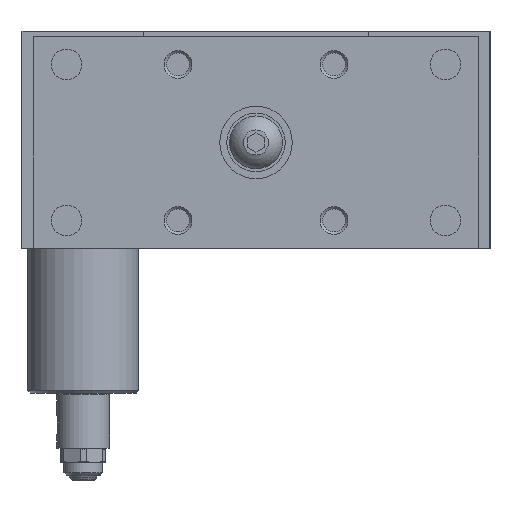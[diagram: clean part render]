
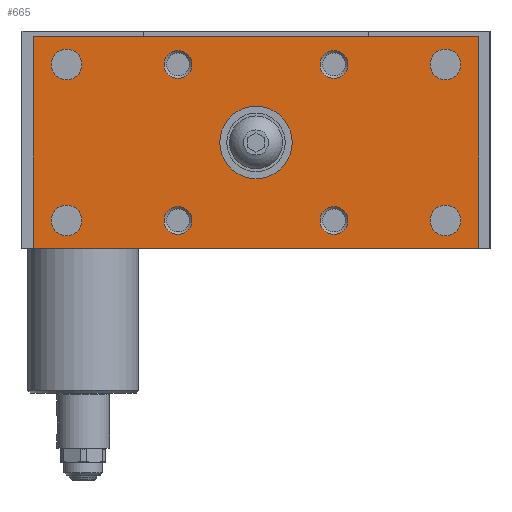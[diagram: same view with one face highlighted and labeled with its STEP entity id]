
A CAD part, left-side view. The second image highlights one B-rep face of the part: STEP entity #665.
In plain terms, the highlighted planar face has unit normal (-1, 0, 0).
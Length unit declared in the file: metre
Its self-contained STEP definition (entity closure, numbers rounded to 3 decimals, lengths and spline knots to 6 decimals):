
#665 = ADVANCED_FACE( '', ( #1555, #1556, #1557, #1558, #1559, #1560, #1561, #1562, #1563, #1564 ), #1565, .F. );
#1555 = FACE_BOUND( '', #2681, .T. );
#1556 = FACE_BOUND( '', #2682, .T. );
#1557 = FACE_BOUND( '', #2683, .T. );
#1558 = FACE_BOUND( '', #2684, .T. );
#1559 = FACE_BOUND( '', #2685, .T. );
#1560 = FACE_BOUND( '', #2686, .T. );
#1561 = FACE_BOUND( '', #2687, .T. );
#1562 = FACE_BOUND( '', #2688, .T. );
#1563 = FACE_BOUND( '', #2689, .T. );
#1564 = FACE_OUTER_BOUND( '', #2690, .T. );
#1565 = PLANE( '', #2691 );
#2681 = EDGE_LOOP( '', ( #4397 ) );
#2682 = EDGE_LOOP( '', ( #4398 ) );
#2683 = EDGE_LOOP( '', ( #4399 ) );
#2684 = EDGE_LOOP( '', ( #4400 ) );
#2685 = EDGE_LOOP( '', ( #4401 ) );
#2686 = EDGE_LOOP( '', ( #4402 ) );
#2687 = EDGE_LOOP( '', ( #4403 ) );
#2688 = EDGE_LOOP( '', ( #4404 ) );
#2689 = EDGE_LOOP( '', ( #4405 ) );
#2690 = EDGE_LOOP( '', ( #4406, #4407, #4408, #4409 ) );
#2691 = AXIS2_PLACEMENT_3D( '', #4410, #4411, #4412 );
#4397 = ORIENTED_EDGE( '', *, *, #5359, .T. );
#4398 = ORIENTED_EDGE( '', *, *, #5797, .T. );
#4399 = ORIENTED_EDGE( '', *, *, #5490, .T. );
#4400 = ORIENTED_EDGE( '', *, *, #5843, .T. );
#4401 = ORIENTED_EDGE( '', *, *, #5904, .T. );
#4402 = ORIENTED_EDGE( '', *, *, #5905, .T. );
#4403 = ORIENTED_EDGE( '', *, *, #5526, .F. );
#4404 = ORIENTED_EDGE( '', *, *, #5906, .F. );
#4405 = ORIENTED_EDGE( '', *, *, #5907, .T. );
#4406 = ORIENTED_EDGE( '', *, *, #5867, .T. );
#4407 = ORIENTED_EDGE( '', *, *, #5908, .T. );
#4408 = ORIENTED_EDGE( '', *, *, #5909, .T. );
#4409 = ORIENTED_EDGE( '', *, *, #5910, .T. );
#4410 = CARTESIAN_POINT( '', ( -0.015, 0.04, -0.001 ) );
#4411 = DIRECTION( '', ( 1., 0., 0. ) );
#4412 = DIRECTION( '', ( 0., 0., 1. ) );
#5359 = EDGE_CURVE( '', #6167, #6167, #6168, .T. );
#5490 = EDGE_CURVE( '', #6391, #6391, #6392, .T. );
#5526 = EDGE_CURVE( '', #6451, #6451, #6452, .T. );
#5797 = EDGE_CURVE( '', #6868, #6868, #6869, .T. );
#5843 = EDGE_CURVE( '', #6929, #6929, #6930, .T. );
#5867 = EDGE_CURVE( '', #6965, #6963, #6966, .T. );
#5904 = EDGE_CURVE( '', #7013, #7013, #7014, .T. );
#5905 = EDGE_CURVE( '', #7015, #7015, #7016, .T. );
#5906 = EDGE_CURVE( '', #7017, #7017, #7018, .T. );
#5907 = EDGE_CURVE( '', #7019, #7019, #7020, .T. );
#5908 = EDGE_CURVE( '', #6963, #7021, #7022, .T. );
#5909 = EDGE_CURVE( '', #7021, #7023, #7024, .T. );
#5910 = EDGE_CURVE( '', #7023, #6965, #7025, .T. );
#6167 = VERTEX_POINT( '', #7333 );
#6168 = CIRCLE( '', #7334, 0.0065 );
#6391 = VERTEX_POINT( '', #7844 );
#6392 = CIRCLE( '', #7845, 0.00275 );
#6451 = VERTEX_POINT( '', #7918 );
#6452 = CIRCLE( '', #7919, 0.0025 );
#6868 = VERTEX_POINT( '', #8559 );
#6869 = CIRCLE( '', #8560, 0.00275 );
#6929 = VERTEX_POINT( '', #8651 );
#6930 = CIRCLE( '', #8652, 0.00275 );
#6963 = VERTEX_POINT( '', #8696 );
#6965 = VERTEX_POINT( '', #8699 );
#6966 = LINE( '', #8700, #8701 );
#7013 = VERTEX_POINT( '', #8761 );
#7014 = CIRCLE( '', #8762, 0.00275 );
#7015 = VERTEX_POINT( '', #8763 );
#7016 = CIRCLE( '', #8764, 0.0025 );
#7017 = VERTEX_POINT( '', #8765 );
#7018 = CIRCLE( '', #8766, 0.0025 );
#7019 = VERTEX_POINT( '', #8767 );
#7020 = CIRCLE( '', #8768, 0.0025 );
#7021 = VERTEX_POINT( '', #8769 );
#7022 = LINE( '', #8770, #8771 );
#7023 = VERTEX_POINT( '', #8772 );
#7024 = LINE( '', #8773, #8774 );
#7025 = LINE( '', #8775, #8776 );
#7333 = CARTESIAN_POINT( '', ( -0.015, 0.0065, -0.02 ) );
#7334 = AXIS2_PLACEMENT_3D( '', #9158, #9159, #9160 );
#7844 = CARTESIAN_POINT( '', ( -0.015, -0.03125, -0.006 ) );
#7845 = AXIS2_PLACEMENT_3D( '', #9327, #9328, #9329 );
#7918 = CARTESIAN_POINT( '', ( -0.015, -0.0115, -0.006 ) );
#7919 = AXIS2_PLACEMENT_3D( '', #9377, #9378, #9379 );
#8559 = CARTESIAN_POINT( '', ( -0.015, 0.03675, -0.006 ) );
#8560 = AXIS2_PLACEMENT_3D( '', #9741, #9742, #9743 );
#8651 = CARTESIAN_POINT( '', ( -0.015, 0.03675, -0.034 ) );
#8652 = AXIS2_PLACEMENT_3D( '', #9798, #9799, #9800 );
#8696 = CARTESIAN_POINT( '', ( -0.015, 0.04, -0.039 ) );
#8699 = CARTESIAN_POINT( '', ( -0.015, 0.04, -0.001 ) );
#8700 = CARTESIAN_POINT( '', ( -0.015, 0.04, -0.001 ) );
#8701 = VECTOR( '', #9822, 1. );
#8761 = CARTESIAN_POINT( '', ( -0.015, -0.03125, -0.034 ) );
#8762 = AXIS2_PLACEMENT_3D( '', #9862, #9863, #9864 );
#8763 = CARTESIAN_POINT( '', ( -0.015, 0.0115, -0.006 ) );
#8764 = AXIS2_PLACEMENT_3D( '', #9865, #9866, #9867 );
#8765 = CARTESIAN_POINT( '', ( -0.015, 0.0115, -0.034 ) );
#8766 = AXIS2_PLACEMENT_3D( '', #9868, #9869, #9870 );
#8767 = CARTESIAN_POINT( '', ( -0.015, -0.0115, -0.034 ) );
#8768 = AXIS2_PLACEMENT_3D( '', #9871, #9872, #9873 );
#8769 = CARTESIAN_POINT( '', ( -0.015, -0.04, -0.039 ) );
#8770 = CARTESIAN_POINT( '', ( -0.015, 0.04, -0.039 ) );
#8771 = VECTOR( '', #9874, 1. );
#8772 = CARTESIAN_POINT( '', ( -0.015, -0.04, -0.001 ) );
#8773 = CARTESIAN_POINT( '', ( -0.015, -0.04, -0.039 ) );
#8774 = VECTOR( '', #9875, 1. );
#8775 = CARTESIAN_POINT( '', ( -0.015, -0.04, -0.001 ) );
#8776 = VECTOR( '', #9876, 1. );
#9158 = CARTESIAN_POINT( '', ( -0.015, 0., -0.02 ) );
#9159 = DIRECTION( '', ( 1., 0., 0. ) );
#9160 = DIRECTION( '', ( 0., 1., 0. ) );
#9327 = CARTESIAN_POINT( '', ( -0.015, -0.034, -0.006 ) );
#9328 = DIRECTION( '', ( 1., 0., 0. ) );
#9329 = DIRECTION( '', ( 0., 1., 0. ) );
#9377 = CARTESIAN_POINT( '', ( -0.015, -0.014, -0.006 ) );
#9378 = DIRECTION( '', ( -1., 0., 0. ) );
#9379 = DIRECTION( '', ( 0., 1., 0. ) );
#9741 = CARTESIAN_POINT( '', ( -0.015, 0.034, -0.006 ) );
#9742 = DIRECTION( '', ( 1., 0., 0. ) );
#9743 = DIRECTION( '', ( 0., 1., 0. ) );
#9798 = CARTESIAN_POINT( '', ( -0.015, 0.034, -0.034 ) );
#9799 = DIRECTION( '', ( 1., 0., 0. ) );
#9800 = DIRECTION( '', ( 0., 1., 0. ) );
#9822 = DIRECTION( '', ( 0., 0., -1. ) );
#9862 = CARTESIAN_POINT( '', ( -0.015, -0.034, -0.034 ) );
#9863 = DIRECTION( '', ( 1., 0., 0. ) );
#9864 = DIRECTION( '', ( 0., 1., 0. ) );
#9865 = CARTESIAN_POINT( '', ( -0.015, 0.014, -0.006 ) );
#9866 = DIRECTION( '', ( 1., 0., 0. ) );
#9867 = DIRECTION( '', ( 0., -1., 0. ) );
#9868 = CARTESIAN_POINT( '', ( -0.015, 0.014, -0.034 ) );
#9869 = DIRECTION( '', ( -1., 0., 0. ) );
#9870 = DIRECTION( '', ( 0., -1., 0. ) );
#9871 = CARTESIAN_POINT( '', ( -0.015, -0.014, -0.034 ) );
#9872 = DIRECTION( '', ( 1., 0., 0. ) );
#9873 = DIRECTION( '', ( 0., 1., 0. ) );
#9874 = DIRECTION( '', ( 0., -1., 0. ) );
#9875 = DIRECTION( '', ( 0., 0., 1. ) );
#9876 = DIRECTION( '', ( 0., 1., 0. ) );
